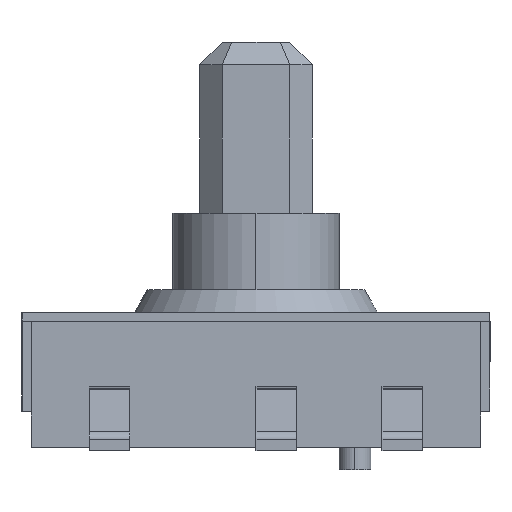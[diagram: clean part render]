
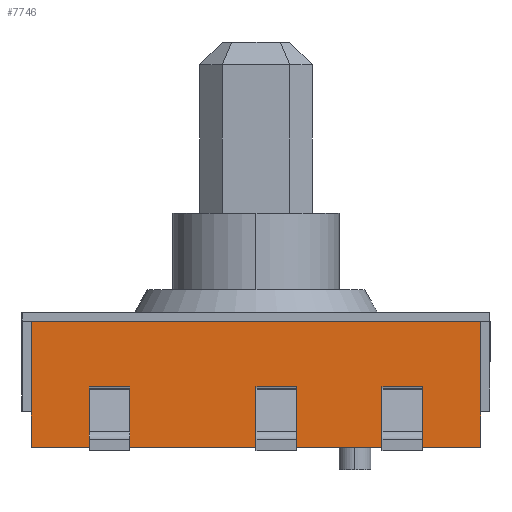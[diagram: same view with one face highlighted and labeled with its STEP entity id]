
A CAD part, left-side view. The second image highlights one B-rep face of the part: STEP entity #7746.
In plain terms, the highlighted planar face has unit normal (-1, 0, 0).
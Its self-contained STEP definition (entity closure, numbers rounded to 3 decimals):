
#818 = ORIENTED_EDGE ( 'NONE', *, *, #4542, .T. ) ;
#1678 = CARTESIAN_POINT ( 'NONE',  ( 0., 5., 0. ) ) ;
#1909 = CARTESIAN_POINT ( 'NONE',  ( 0., 10., 1.5 ) ) ;
#3011 = EDGE_LOOP ( 'NONE', ( #5511, #818, #11595, #9673 ) ) ;
#3635 = AXIS2_PLACEMENT_3D ( 'NONE', #11317, #6936, #9513 ) ;
#3831 = CARTESIAN_POINT ( 'NONE',  ( 0., 5., 2.8 ) ) ;
#4211 = VECTOR ( 'NONE', #9209, 1000. ) ;
#4542 = EDGE_CURVE ( 'NONE', #10095, #10535, #11648, .T. ) ;
#4726 = VERTEX_POINT ( 'NONE', #8934 ) ;
#5123 = CARTESIAN_POINT ( 'NONE',  ( 0., 0., 2.8 ) ) ;
#5283 = DIRECTION ( 'NONE',  ( 0., 1., 0. ) ) ;
#5511 = ORIENTED_EDGE ( 'NONE', *, *, #8557, .F. ) ;
#5792 = PLANE ( 'NONE',  #3635 ) ;
#6140 = DIRECTION ( 'NONE',  ( 0., 0., 1. ) ) ;
#6444 = LINE ( 'NONE', #3831, #4211 ) ;
#6449 = VECTOR ( 'NONE', #6140, 1000. ) ;
#6652 = EDGE_CURVE ( 'NONE', #10241, #10535, #6444, .T. ) ;
#6845 = CARTESIAN_POINT ( 'NONE',  ( 0., 0., 0. ) ) ;
#6936 = DIRECTION ( 'NONE',  ( 1., 0., 0. ) ) ;
#7011 = CARTESIAN_POINT ( 'NONE',  ( 0., 10., 2.8 ) ) ;
#7705 = VECTOR ( 'NONE', #5283, 1000. ) ;
#7746 = ADVANCED_FACE ( 'NONE', ( #10379 ), #5792, .F. ) ;
#8557 = EDGE_CURVE ( 'NONE', #10095, #4726, #9878, .T. ) ;
#8934 = CARTESIAN_POINT ( 'NONE',  ( 0., 10., 0. ) ) ;
#8948 = CARTESIAN_POINT ( 'NONE',  ( 0., 0., 1.5 ) ) ;
#8980 = DIRECTION ( 'NONE',  ( 0., 0., 1. ) ) ;
#9047 = VECTOR ( 'NONE', #8980, 1000. ) ;
#9078 = EDGE_CURVE ( 'NONE', #4726, #10241, #11448, .T. ) ;
#9209 = DIRECTION ( 'NONE',  ( 0., -1., 0. ) ) ;
#9513 = DIRECTION ( 'NONE',  ( 0., 0., -1. ) ) ;
#9673 = ORIENTED_EDGE ( 'NONE', *, *, #9078, .F. ) ;
#9878 = LINE ( 'NONE', #1678, #7705 ) ;
#10095 = VERTEX_POINT ( 'NONE', #6845 ) ;
#10241 = VERTEX_POINT ( 'NONE', #7011 ) ;
#10379 = FACE_OUTER_BOUND ( 'NONE', #3011, .T. ) ;
#10535 = VERTEX_POINT ( 'NONE', #5123 ) ;
#11317 = CARTESIAN_POINT ( 'NONE',  ( 0., 5., 1.5 ) ) ;
#11448 = LINE ( 'NONE', #1909, #9047 ) ;
#11595 = ORIENTED_EDGE ( 'NONE', *, *, #6652, .F. ) ;
#11648 = LINE ( 'NONE', #8948, #6449 ) ;
